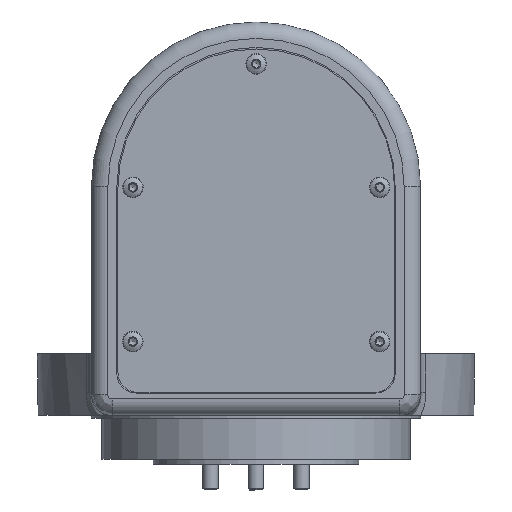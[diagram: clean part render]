
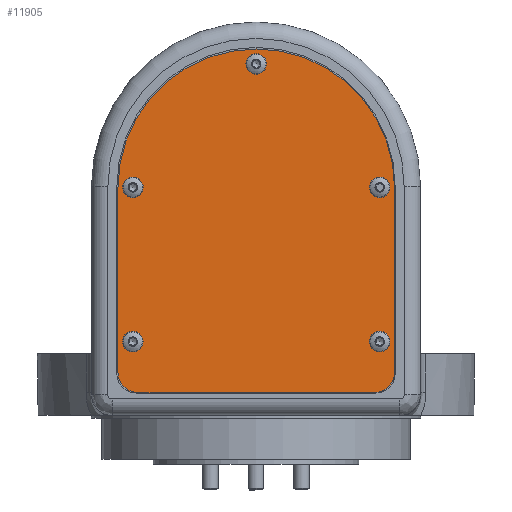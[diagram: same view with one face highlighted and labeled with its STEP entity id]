
A CAD part, front view. The second image highlights one B-rep face of the part: STEP entity #11905.
In plain terms, the highlighted planar face has unit normal (0, -1, 0).
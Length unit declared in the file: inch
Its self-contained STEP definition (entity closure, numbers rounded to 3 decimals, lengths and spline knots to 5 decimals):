
#654=FACE_BOUND('',#3831,.T.);
#655=FACE_BOUND('',#3832,.T.);
#656=FACE_BOUND('',#3833,.T.);
#657=FACE_BOUND('',#3834,.T.);
#658=FACE_BOUND('',#3835,.T.);
#1021=LINE('',#18783,#1874);
#1026=LINE('',#18797,#1879);
#1030=LINE('',#18809,#1883);
#1874=VECTOR('',#14864,0.3937);
#1879=VECTOR('',#14877,0.3937);
#1883=VECTOR('',#14889,0.3937);
#2582=PLANE('',#12893);
#3088=FACE_OUTER_BOUND('',#3830,.T.);
#3830=EDGE_LOOP('',(#8859,#8860,#8861,#8862,#8863,#8864));
#3831=EDGE_LOOP('',(#8865));
#3832=EDGE_LOOP('',(#8866));
#3833=EDGE_LOOP('',(#8867));
#3834=EDGE_LOOP('',(#8868));
#3835=EDGE_LOOP('',(#8869));
#4540=CIRCLE('',#12755,0.07874);
#4571=CIRCLE('',#12822,0.07874);
#4597=CIRCLE('',#12883,0.15354);
#4599=CIRCLE('',#12887,0.15354);
#4601=CIRCLE('',#12891,1.05906);
#4603=CIRCLE('',#12894,0.07874);
#4604=CIRCLE('',#12895,0.07874);
#4605=CIRCLE('',#12896,0.07874);
#5220=VERTEX_POINT('',#18092);
#5265=VERTEX_POINT('',#18442);
#5306=VERTEX_POINT('',#18781);
#5307=VERTEX_POINT('',#18782);
#5310=VERTEX_POINT('',#18790);
#5312=VERTEX_POINT('',#18796);
#5314=VERTEX_POINT('',#18802);
#5316=VERTEX_POINT('',#18808);
#5318=VERTEX_POINT('',#18817);
#5319=VERTEX_POINT('',#18819);
#5320=VERTEX_POINT('',#18821);
#6394=EDGE_CURVE('',#5220,#5220,#4540,.T.);
#6479=EDGE_CURVE('',#5265,#5265,#4571,.T.);
#6559=EDGE_CURVE('',#5306,#5307,#1021,.T.);
#6563=EDGE_CURVE('',#5307,#5310,#4597,.T.);
#6566=EDGE_CURVE('',#5310,#5312,#1026,.T.);
#6569=EDGE_CURVE('',#5312,#5314,#4599,.T.);
#6572=EDGE_CURVE('',#5314,#5316,#1030,.T.);
#6575=EDGE_CURVE('',#5316,#5306,#4601,.T.);
#6577=EDGE_CURVE('',#5318,#5318,#4603,.T.);
#6578=EDGE_CURVE('',#5319,#5319,#4604,.T.);
#6579=EDGE_CURVE('',#5320,#5320,#4605,.T.);
#8859=ORIENTED_EDGE('',*,*,#6575,.T.);
#8860=ORIENTED_EDGE('',*,*,#6559,.T.);
#8861=ORIENTED_EDGE('',*,*,#6563,.T.);
#8862=ORIENTED_EDGE('',*,*,#6566,.T.);
#8863=ORIENTED_EDGE('',*,*,#6569,.T.);
#8864=ORIENTED_EDGE('',*,*,#6572,.T.);
#8865=ORIENTED_EDGE('',*,*,#6577,.T.);
#8866=ORIENTED_EDGE('',*,*,#6394,.T.);
#8867=ORIENTED_EDGE('',*,*,#6578,.T.);
#8868=ORIENTED_EDGE('',*,*,#6479,.T.);
#8869=ORIENTED_EDGE('',*,*,#6579,.T.);
#11905=ADVANCED_FACE('',(#3088,#654,#655,#656,#657,#658),#2582,.F.);
#12755=AXIS2_PLACEMENT_3D('',#18093,#14554,#14555);
#12822=AXIS2_PLACEMENT_3D('',#18443,#14716,#14717);
#12883=AXIS2_PLACEMENT_3D('',#18791,#14870,#14871);
#12887=AXIS2_PLACEMENT_3D('',#18803,#14882,#14883);
#12891=AXIS2_PLACEMENT_3D('',#18814,#14894,#14895);
#12893=AXIS2_PLACEMENT_3D('',#18816,#14898,#14899);
#12894=AXIS2_PLACEMENT_3D('',#18818,#14900,#14901);
#12895=AXIS2_PLACEMENT_3D('',#18820,#14902,#14903);
#12896=AXIS2_PLACEMENT_3D('',#18822,#14904,#14905);
#14554=DIRECTION('center_axis',(0.,1.,0.));
#14555=DIRECTION('ref_axis',(1.,0.,-0.003));
#14716=DIRECTION('center_axis',(0.,1.,0.));
#14717=DIRECTION('ref_axis',(1.,0.,-0.003));
#14864=DIRECTION('',(0.,0.,-1.));
#14870=DIRECTION('center_axis',(0.,-1.,0.));
#14871=DIRECTION('ref_axis',(0.,0.,
1.));
#14877=DIRECTION('',(1.,0.,0.));
#14882=DIRECTION('center_axis',(0.,-1.,0.));
#14883=DIRECTION('ref_axis',(-1.,0.,0.));
#14889=DIRECTION('',(0.,0.,1.));
#14894=DIRECTION('center_axis',(0.,-1.,0.));
#14895=DIRECTION('ref_axis',(1.,0.,0.));
#14898=DIRECTION('center_axis',(0.,1.,0.));
#14899=DIRECTION('ref_axis',(1.,0.,0.));
#14900=DIRECTION('center_axis',(0.,1.,0.));
#14901=DIRECTION('ref_axis',(0.991,0.,0.133));
#14902=DIRECTION('center_axis',(0.,1.,0.));
#14903=DIRECTION('ref_axis',(1.,0.,-0.005));
#14904=DIRECTION('center_axis',(0.,1.,0.));
#14905=DIRECTION('ref_axis',(1.,0.,-0.005));
#18092=CARTESIAN_POINT('',(-1.02165,-1.96503,-1.18676));
#18093=CARTESIAN_POINT('Origin',(-0.94291,-1.96503,-1.18701));
#18442=CARTESIAN_POINT('',(0.86811,-1.96503,-0.00565));
#18443=CARTESIAN_POINT('Origin',(0.94685,-1.96503,-0.00591));
#18781=CARTESIAN_POINT('',(-1.05709,-1.96503,-0.00591));
#18782=CARTESIAN_POINT('',(-1.05709,-1.96503,-1.42323));
#18783=CARTESIAN_POINT('',(-1.05709,-1.96503,-0.00591));
#18790=CARTESIAN_POINT('',(-0.90354,-1.96503,-1.57677));
#18791=CARTESIAN_POINT('Origin',(-0.90354,-1.96503,-1.42323));
#18796=CARTESIAN_POINT('',(0.90748,-1.96503,-1.57677));
#18797=CARTESIAN_POINT('',(-0.90354,-1.96503,-1.57677));
#18802=CARTESIAN_POINT('',(1.06102,-1.96503,-1.42323));
#18803=CARTESIAN_POINT('Origin',(0.90748,-1.96503,-1.42323));
#18808=CARTESIAN_POINT('',(1.06102,-1.96503,-0.00591));
#18809=CARTESIAN_POINT('',(1.06102,-1.96503,-1.42323));
#18814=CARTESIAN_POINT('Origin',(0.00197,-1.96503,
-0.00591));
#18816=CARTESIAN_POINT('Origin',(0.00197,-1.96503,
-0.50164));
#18817=CARTESIAN_POINT('',(-1.02096,-1.96503,-0.01634));
#18818=CARTESIAN_POINT('Origin',(-0.94291,-1.96503,-0.00591));
#18819=CARTESIAN_POINT('',(0.86811,-1.96503,-1.18661));
#18820=CARTESIAN_POINT('Origin',(0.94685,-1.96503,-1.18701));
#18821=CARTESIAN_POINT('',(-0.07677,-1.96503,0.93938));
#18822=CARTESIAN_POINT('Origin',(0.00197,-1.96503,
0.93898));
